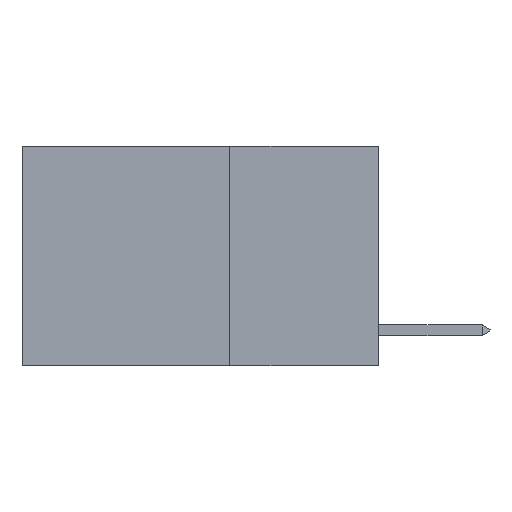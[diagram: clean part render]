
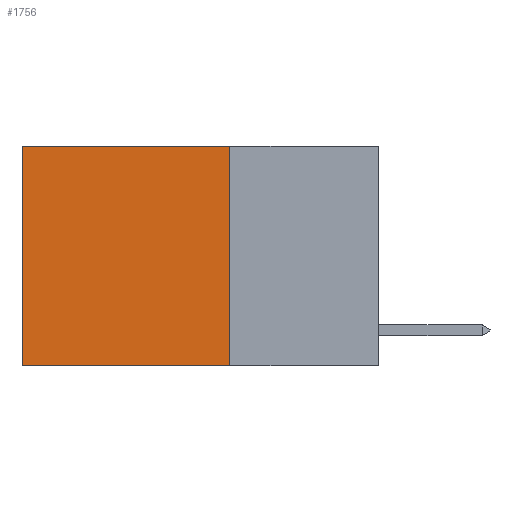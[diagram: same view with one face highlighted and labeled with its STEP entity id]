
A CAD part, left-side view. The second image highlights one B-rep face of the part: STEP entity #1756.
In plain terms, the highlighted planar face has unit normal (-1, 0, 0).
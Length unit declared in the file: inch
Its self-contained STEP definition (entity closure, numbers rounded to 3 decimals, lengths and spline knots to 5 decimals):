
#2 = DIRECTION ( 'NONE',  ( 1., 0., 0. ) ) ;
#365 = DIRECTION ( 'NONE',  ( 0., 1., 0. ) ) ;
#595 = VERTEX_POINT ( 'NONE', #3555 ) ;
#708 = EDGE_CURVE ( 'NONE', #595, #1875, #4361, .T. ) ;
#803 = CARTESIAN_POINT ( 'NONE',  ( 0.2625, 0.6, 0. ) ) ;
#885 = AXIS2_PLACEMENT_3D ( 'NONE', #1515, #2, #4507 ) ;
#907 = EDGE_LOOP ( 'NONE', ( #5407, #7024, #1986, #4888 ) ) ;
#956 = CARTESIAN_POINT ( 'NONE',  ( 0.2625, 0.6, -0.37 ) ) ;
#996 = VERTEX_POINT ( 'NONE', #956 ) ;
#1051 = EDGE_CURVE ( 'NONE', #1875, #996, #6566, .T. ) ;
#1490 = LINE ( 'NONE', #8255, #5076 ) ;
#1515 = CARTESIAN_POINT ( 'NONE',  ( 0.2625, 0.25, 0. ) ) ;
#1756 = ADVANCED_FACE ( 'NONE', ( #2492 ), #6969, .F. ) ;
#1875 = VERTEX_POINT ( 'NONE', #5735 ) ;
#1986 = ORIENTED_EDGE ( 'NONE', *, *, #3116, .F. ) ;
#2387 = CARTESIAN_POINT ( 'NONE',  ( 0.2625, 0.25, 0. ) ) ;
#2492 = FACE_OUTER_BOUND ( 'NONE', #907, .T. ) ;
#2880 = DIRECTION ( 'NONE',  ( 0., 0., -1. ) ) ;
#3116 = EDGE_CURVE ( 'NONE', #595, #7450, #1490, .T. ) ;
#3229 = LINE ( 'NONE', #4094, #8715 ) ;
#3555 = CARTESIAN_POINT ( 'NONE',  ( 0.2625, 0.25, 0. ) ) ;
#4094 = CARTESIAN_POINT ( 'NONE',  ( 0.2625, 0.25, -0.37 ) ) ;
#4361 = LINE ( 'NONE', #2387, #9023 ) ;
#4507 = DIRECTION ( 'NONE',  ( 0., 0., -1. ) ) ;
#4888 = ORIENTED_EDGE ( 'NONE', *, *, #708, .T. ) ;
#5076 = VECTOR ( 'NONE', #8166, 39.37008 ) ;
#5407 = ORIENTED_EDGE ( 'NONE', *, *, #1051, .T. ) ;
#5735 = CARTESIAN_POINT ( 'NONE',  ( 0.2625, 0.6, 0. ) ) ;
#6566 = LINE ( 'NONE', #803, #7334 ) ;
#6969 = PLANE ( 'NONE',  #885 ) ;
#7024 = ORIENTED_EDGE ( 'NONE', *, *, #8592, .F. ) ;
#7334 = VECTOR ( 'NONE', #2880, 39.37008 ) ;
#7450 = VERTEX_POINT ( 'NONE', #8305 ) ;
#8166 = DIRECTION ( 'NONE',  ( 0., 0., -1. ) ) ;
#8255 = CARTESIAN_POINT ( 'NONE',  ( 0.2625, 0.25, 0. ) ) ;
#8305 = CARTESIAN_POINT ( 'NONE',  ( 0.2625, 0.25, -0.37 ) ) ;
#8516 = DIRECTION ( 'NONE',  ( 0., 1., 0. ) ) ;
#8592 = EDGE_CURVE ( 'NONE', #7450, #996, #3229, .T. ) ;
#8715 = VECTOR ( 'NONE', #365, 39.37008 ) ;
#9023 = VECTOR ( 'NONE', #8516, 39.37008 ) ;
